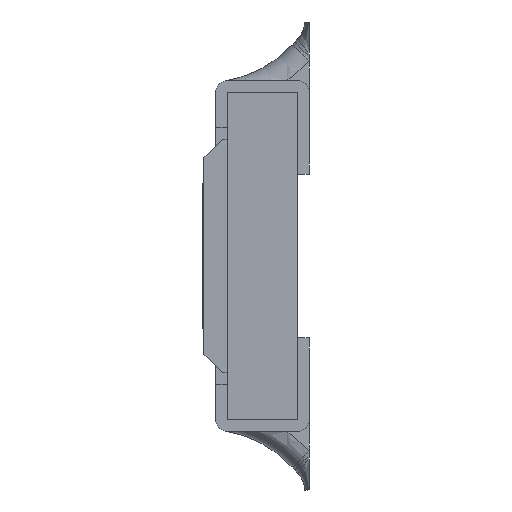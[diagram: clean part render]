
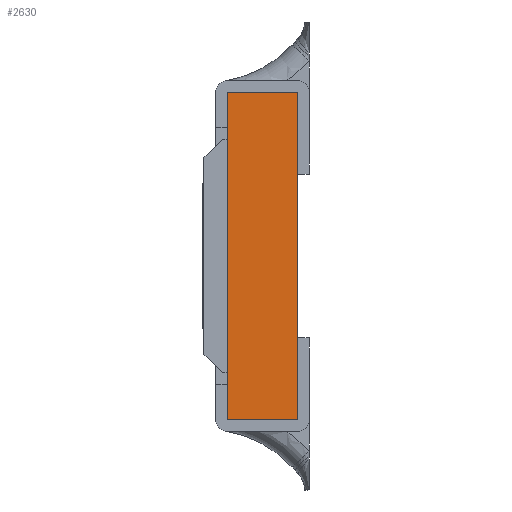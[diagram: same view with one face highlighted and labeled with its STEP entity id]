
A CAD part, left-side view. The second image highlights one B-rep face of the part: STEP entity #2630.
In plain terms, the highlighted planar face has unit normal (-1, 0, 0).
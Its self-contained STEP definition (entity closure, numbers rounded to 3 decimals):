
#596 = CARTESIAN_POINT ( 'NONE',  ( -1.6, 0.35, -0.7 ) ) ;
#1927 = DIRECTION ( 'NONE',  ( 0., 0., 1. ) ) ;
#2069 = CARTESIAN_POINT ( 'NONE',  ( -1.6, 0.05, -0.7 ) ) ;
#2136 = DIRECTION ( 'NONE',  ( 0., 0., 1. ) ) ;
#2248 = AXIS2_PLACEMENT_3D ( 'NONE', #9843, #4615, #10713 ) ;
#2630 = ADVANCED_FACE ( 'NONE', ( #4695 ), #3737, .F. ) ;
#2833 = ORIENTED_EDGE ( 'NONE', *, *, #5932, .T. ) ;
#2993 = LINE ( 'NONE', #596, #4496 ) ;
#3003 = EDGE_LOOP ( 'NONE', ( #8143, #7487, #9855, #2833 ) ) ;
#3469 = DIRECTION ( 'NONE',  ( 0., -1., 0. ) ) ;
#3737 = PLANE ( 'NONE',  #2248 ) ;
#4010 = VERTEX_POINT ( 'NONE', #9761 ) ;
#4174 = CARTESIAN_POINT ( 'NONE',  ( -1.6, 0.05, 0.7 ) ) ;
#4371 = VECTOR ( 'NONE', #3469, 1000. ) ;
#4496 = VECTOR ( 'NONE', #8550, 1000. ) ;
#4615 = DIRECTION ( 'NONE',  ( 1., 0., 0. ) ) ;
#4695 = FACE_OUTER_BOUND ( 'NONE', #3003, .T. ) ;
#4907 = CARTESIAN_POINT ( 'NONE',  ( -1.6, 0.05, -0.7 ) ) ;
#5742 = VERTEX_POINT ( 'NONE', #4174 ) ;
#5932 = EDGE_CURVE ( 'NONE', #4010, #7307, #2993, .T. ) ;
#6032 = EDGE_CURVE ( 'NONE', #8459, #5742, #10893, .T. ) ;
#7307 = VERTEX_POINT ( 'NONE', #2069 ) ;
#7487 = ORIENTED_EDGE ( 'NONE', *, *, #6032, .F. ) ;
#7497 = VECTOR ( 'NONE', #1927, 1000. ) ;
#7526 = VECTOR ( 'NONE', #2136, 1000. ) ;
#7961 = CARTESIAN_POINT ( 'NONE',  ( -1.6, 0.35, 0.7 ) ) ;
#7994 = EDGE_CURVE ( 'NONE', #7307, #5742, #9849, .T. ) ;
#8143 = ORIENTED_EDGE ( 'NONE', *, *, #7994, .T. ) ;
#8459 = VERTEX_POINT ( 'NONE', #7961 ) ;
#8550 = DIRECTION ( 'NONE',  ( 0., -1., 0. ) ) ;
#9690 = LINE ( 'NONE', #9829, #7497 ) ;
#9761 = CARTESIAN_POINT ( 'NONE',  ( -1.6, 0.35, -0.7 ) ) ;
#9829 = CARTESIAN_POINT ( 'NONE',  ( -1.6, 0.35, -0.7 ) ) ;
#9843 = CARTESIAN_POINT ( 'NONE',  ( -1.6, 0.35, -0.7 ) ) ;
#9849 = LINE ( 'NONE', #4907, #7526 ) ;
#9855 = ORIENTED_EDGE ( 'NONE', *, *, #10958, .F. ) ;
#10713 = DIRECTION ( 'NONE',  ( 0., 0., -1. ) ) ;
#10893 = LINE ( 'NONE', #11215, #4371 ) ;
#10958 = EDGE_CURVE ( 'NONE', #4010, #8459, #9690, .T. ) ;
#11215 = CARTESIAN_POINT ( 'NONE',  ( -1.6, 0.35, 0.7 ) ) ;
